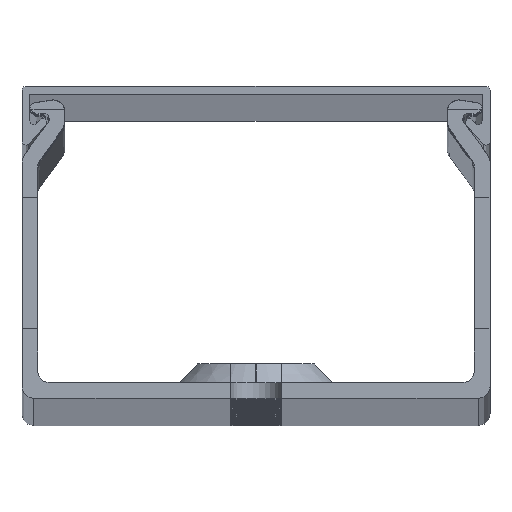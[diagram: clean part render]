
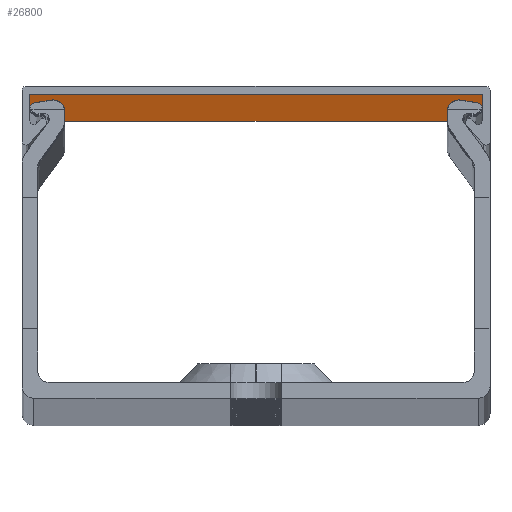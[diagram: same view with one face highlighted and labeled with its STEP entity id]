
A CAD part, top view. The second image highlights one B-rep face of the part: STEP entity #26800.
In plain terms, the highlighted planar face has unit normal (0, -1, 0).
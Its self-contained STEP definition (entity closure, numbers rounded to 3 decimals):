
#305 = EDGE_CURVE ( 'NONE', #24938, #20274, #22857, .T. ) ;
#324 = ORIENTED_EDGE ( 'NONE', *, *, #23255, .T. ) ;
#431 = EDGE_CURVE ( 'NONE', #6477, #20274, #19566, .T. ) ;
#5196 = LINE ( 'NONE', #26196, #6452 ) ;
#6219 = DIRECTION ( 'NONE',  ( 0., 1., 0. ) ) ;
#6452 = VECTOR ( 'NONE', #15515, 1000. ) ;
#6477 = VERTEX_POINT ( 'NONE', #16351 ) ;
#6566 = LINE ( 'NONE', #17049, #7685 ) ;
#6676 = CARTESIAN_POINT ( 'NONE',  ( 29., 39., 1060.585 ) ) ;
#7280 = AXIS2_PLACEMENT_3D ( 'NONE', #29785, #6219, #24466 ) ;
#7685 = VECTOR ( 'NONE', #29973, 1000. ) ;
#11362 = VECTOR ( 'NONE', #19910, 1000. ) ;
#14147 = PLANE ( 'NONE',  #7280 ) ;
#15515 = DIRECTION ( 'NONE',  ( -1., 0., 0. ) ) ;
#16351 = CARTESIAN_POINT ( 'NONE',  ( -29., 39., -1000. ) ) ;
#17049 = CARTESIAN_POINT ( 'NONE',  ( -29., 39., 1060.585 ) ) ;
#17345 = CARTESIAN_POINT ( 'NONE',  ( 29., 39., 1000. ) ) ;
#17753 = EDGE_CURVE ( 'NONE', #19798, #6477, #6566, .T. ) ;
#17956 = VECTOR ( 'NONE', #25273, 1000. ) ;
#18512 = ORIENTED_EDGE ( 'NONE', *, *, #305, .F. ) ;
#19251 = ORIENTED_EDGE ( 'NONE', *, *, #431, .T. ) ;
#19283 = FACE_OUTER_BOUND ( 'NONE', #22038, .T. ) ;
#19566 = LINE ( 'NONE', #22507, #11362 ) ;
#19798 = VERTEX_POINT ( 'NONE', #28169 ) ;
#19910 = DIRECTION ( 'NONE',  ( 1., 0., 0. ) ) ;
#20274 = VERTEX_POINT ( 'NONE', #23976 ) ;
#21997 = ORIENTED_EDGE ( 'NONE', *, *, #17753, .T. ) ;
#22038 = EDGE_LOOP ( 'NONE', ( #18512, #324, #21997, #19251 ) ) ;
#22507 = CARTESIAN_POINT ( 'NONE',  ( -29., 39., -1000. ) ) ;
#22857 = LINE ( 'NONE', #6676, #17956 ) ;
#23255 = EDGE_CURVE ( 'NONE', #24938, #19798, #5196, .T. ) ;
#23976 = CARTESIAN_POINT ( 'NONE',  ( 29., 39., -1000. ) ) ;
#24466 = DIRECTION ( 'NONE',  ( 0., 0., 1. ) ) ;
#24938 = VERTEX_POINT ( 'NONE', #17345 ) ;
#25273 = DIRECTION ( 'NONE',  ( 0., 0., -1. ) ) ;
#26196 = CARTESIAN_POINT ( 'NONE',  ( -29., 39., 1000. ) ) ;
#26800 = ADVANCED_FACE ( 'NONE', ( #19283 ), #14147, .F. ) ;
#28169 = CARTESIAN_POINT ( 'NONE',  ( -29., 39., 1000. ) ) ;
#29785 = CARTESIAN_POINT ( 'NONE',  ( -29., 39., 1060.585 ) ) ;
#29973 = DIRECTION ( 'NONE',  ( 0., 0., -1. ) ) ;
